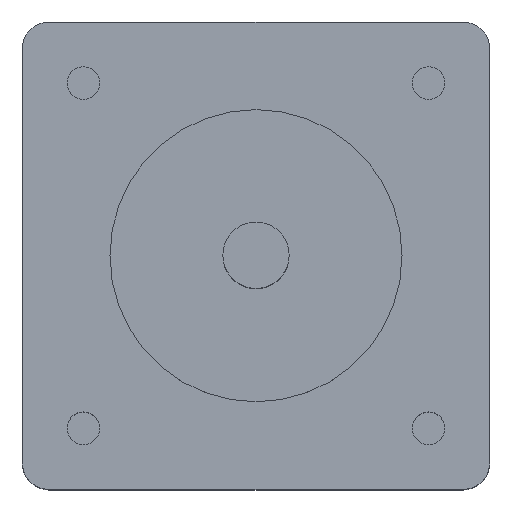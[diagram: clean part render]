
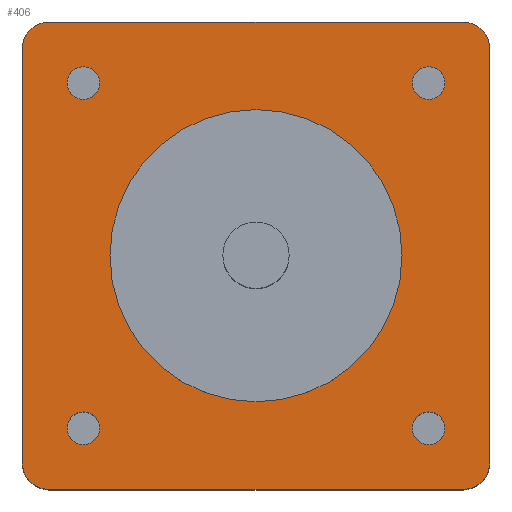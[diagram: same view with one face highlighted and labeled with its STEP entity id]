
A CAD part, top view. The second image highlights one B-rep face of the part: STEP entity #406.
In plain terms, the highlighted planar face has unit normal (0, 0, 1).
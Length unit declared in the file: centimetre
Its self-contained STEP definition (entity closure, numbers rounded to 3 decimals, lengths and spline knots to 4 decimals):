
#106=VECTOR('',#519,1.);
#107=VECTOR('',#522,1.);
#108=VECTOR('',#525,1.);
#109=VECTOR('',#528,1.);
#122=LINE('',#608,#106);
#123=LINE('',#612,#107);
#124=LINE('',#616,#108);
#125=LINE('',#620,#109);
#143=PLANE('',#446);
#152=VERTEX_POINT('',#566);
#154=VERTEX_POINT('',#572);
#156=VERTEX_POINT('',#578);
#158=VERTEX_POINT('',#584);
#162=VERTEX_POINT('',#596);
#165=VERTEX_POINT('',#603);
#166=VERTEX_POINT('',#605);
#167=VERTEX_POINT('',#609);
#168=VERTEX_POINT('',#611);
#169=VERTEX_POINT('',#613);
#170=VERTEX_POINT('',#615);
#171=VERTEX_POINT('',#617);
#172=VERTEX_POINT('',#619);
#182=CIRCLE('',#421,0.123);
#184=CIRCLE('',#425,0.123);
#186=CIRCLE('',#429,0.123);
#188=CIRCLE('',#433,0.123);
#192=CIRCLE('',#441,1.1);
#194=CIRCLE('',#445,0.2);
#195=CIRCLE('',#447,0.2);
#196=CIRCLE('',#448,0.2);
#197=CIRCLE('',#449,0.2);
#204=EDGE_CURVE('',#152,#152,#182,.T.);
#206=EDGE_CURVE('',#154,#154,#184,.T.);
#208=EDGE_CURVE('',#156,#156,#186,.T.);
#210=EDGE_CURVE('',#158,#158,#188,.T.);
#214=EDGE_CURVE('',#162,#162,#192,.T.);
#217=EDGE_CURVE('',#165,#166,#194,.T.);
#219=EDGE_CURVE('',#165,#167,#122,.T.);
#220=EDGE_CURVE('',#168,#167,#195,.T.);
#221=EDGE_CURVE('',#168,#169,#123,.T.);
#222=EDGE_CURVE('',#170,#169,#196,.T.);
#223=EDGE_CURVE('',#170,#171,#124,.T.);
#224=EDGE_CURVE('',#172,#171,#197,.T.);
#225=EDGE_CURVE('',#172,#166,#125,.T.);
#265=ORIENTED_EDGE('',*,*,#204,.T.);
#266=ORIENTED_EDGE('',*,*,#206,.T.);
#267=ORIENTED_EDGE('',*,*,#208,.T.);
#268=ORIENTED_EDGE('',*,*,#210,.T.);
#269=ORIENTED_EDGE('',*,*,#214,.T.);
#270=ORIENTED_EDGE('',*,*,#217,.F.);
#271=ORIENTED_EDGE('',*,*,#219,.T.);
#272=ORIENTED_EDGE('',*,*,#220,.F.);
#273=ORIENTED_EDGE('',*,*,#221,.T.);
#274=ORIENTED_EDGE('',*,*,#222,.F.);
#275=ORIENTED_EDGE('',*,*,#223,.T.);
#276=ORIENTED_EDGE('',*,*,#224,.F.);
#277=ORIENTED_EDGE('',*,*,#225,.T.);
#338=EDGE_LOOP('',(#265));
#339=EDGE_LOOP('',(#266));
#340=EDGE_LOOP('',(#267));
#341=EDGE_LOOP('',(#268));
#342=EDGE_LOOP('',(#269));
#343=EDGE_LOOP('',(#270,#271,#272,#273,#274,#275,#276,#277));
#376=FACE_BOUND('',#338,.T.);
#377=FACE_BOUND('',#339,.T.);
#378=FACE_BOUND('',#340,.T.);
#379=FACE_BOUND('',#341,.T.);
#380=FACE_BOUND('',#342,.T.);
#381=FACE_BOUND('',#343,.T.);
#406=ADVANCED_FACE('',(#376,#377,#378,#379,#380,#381),#143,.T.);
#421=AXIS2_PLACEMENT_3D('',#565,#472,#473);
#425=AXIS2_PLACEMENT_3D('',#571,#479,#480);
#429=AXIS2_PLACEMENT_3D('',#577,#486,#487);
#433=AXIS2_PLACEMENT_3D('',#583,#493,#494);
#441=AXIS2_PLACEMENT_3D('',#595,#507,#508);
#445=AXIS2_PLACEMENT_3D('',#604,#515,#516);
#446=AXIS2_PLACEMENT_3D('',#607,#518,$);
#447=AXIS2_PLACEMENT_3D('',#610,#520,#521);
#448=AXIS2_PLACEMENT_3D('',#614,#523,#524);
#449=AXIS2_PLACEMENT_3D('',#618,#526,#527);
#472=DIRECTION('',(0.,0.,-1.));
#473=DIRECTION('',(0.,0.123,0.));
#479=DIRECTION('',(0.,0.,-1.));
#480=DIRECTION('',(0.,0.123,0.));
#486=DIRECTION('',(0.,0.,-1.));
#487=DIRECTION('',(0.,0.123,0.));
#493=DIRECTION('',(0.,0.,-1.));
#494=DIRECTION('',(0.,0.123,0.));
#507=DIRECTION('',(0.,0.,-1.));
#508=DIRECTION('',(1.1,0.,0.));
#515=DIRECTION('',(0.,0.,-1.));
#516=DIRECTION('',(-0.141,-0.141,0.));
#518=DIRECTION('',(0.,0.,1.));
#519=DIRECTION('',(1.,0.,0.));
#520=DIRECTION('',(0.,0.,-1.));
#521=DIRECTION('',(0.141,-0.141,0.));
#522=DIRECTION('',(0.,1.,0.));
#523=DIRECTION('',(0.,0.,-1.));
#524=DIRECTION('',(0.141,0.141,0.));
#525=DIRECTION('',(-1.,0.,0.));
#526=DIRECTION('',(0.,0.,-1.));
#527=DIRECTION('',(-0.141,0.141,0.));
#528=DIRECTION('',(0.,-1.,0.));
#565=CARTESIAN_POINT('',(1.3,-1.3,0.));
#566=CARTESIAN_POINT('',(1.3,-1.1771,0.));
#571=CARTESIAN_POINT('',(1.3,1.3,0.));
#572=CARTESIAN_POINT('',(1.3,1.423,0.));
#577=CARTESIAN_POINT('',(-1.3,-1.3,0.));
#578=CARTESIAN_POINT('',(-1.3,-1.1771,0.));
#583=CARTESIAN_POINT('',(-1.3,1.3,0.));
#584=CARTESIAN_POINT('',(-1.3,1.423,0.));
#595=CARTESIAN_POINT('',(0.,0.,0.));
#596=CARTESIAN_POINT('',(1.1,0.,0.));
#603=CARTESIAN_POINT('',(-1.56,-1.76,0.));
#604=CARTESIAN_POINT('',(-1.56,-1.56,0.));
#605=CARTESIAN_POINT('',(-1.76,-1.56,0.));
#607=CARTESIAN_POINT('',(0.,0.,0.));
#608=CARTESIAN_POINT('',(-1.76,-1.76,0.));
#609=CARTESIAN_POINT('',(1.56,-1.76,0.));
#610=CARTESIAN_POINT('',(1.56,-1.56,0.));
#611=CARTESIAN_POINT('',(1.76,-1.56,0.));
#612=CARTESIAN_POINT('',(1.76,-1.76,0.));
#613=CARTESIAN_POINT('',(1.76,1.56,0.));
#614=CARTESIAN_POINT('',(1.56,1.56,0.));
#615=CARTESIAN_POINT('',(1.56,1.76,0.));
#616=CARTESIAN_POINT('',(1.76,1.76,0.));
#617=CARTESIAN_POINT('',(-1.56,1.76,0.));
#618=CARTESIAN_POINT('',(-1.56,1.56,0.));
#619=CARTESIAN_POINT('',(-1.76,1.56,0.));
#620=CARTESIAN_POINT('',(-1.76,1.76,0.));
